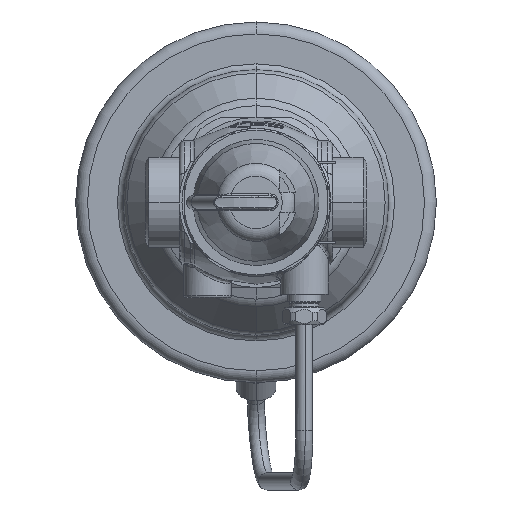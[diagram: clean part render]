
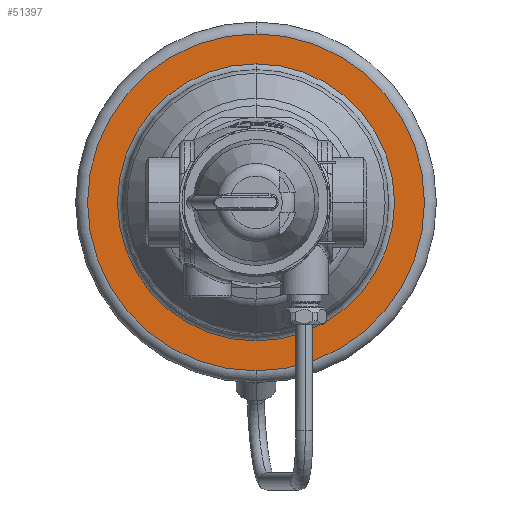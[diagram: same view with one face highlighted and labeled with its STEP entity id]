
A CAD part, front view. The second image highlights one B-rep face of the part: STEP entity #51397.
In plain terms, the highlighted planar face has unit normal (0, -1, 0).
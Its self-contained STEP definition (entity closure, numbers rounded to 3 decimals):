
#21188=CARTESIAN_POINT('',(0.,66.082,0.));
#21189=DIRECTION('',(0.,1.,0.));
#21190=DIRECTION('',(0.,0.,1.));
#21191=AXIS2_PLACEMENT_3D('',#21188,#21189,#21190);
#21193=CARTESIAN_POINT('',(0.,66.082,0.));
#21194=DIRECTION('',(0.,-1.,0.));
#21195=DIRECTION('',(0.,0.,1.));
#21196=AXIS2_PLACEMENT_3D('',#21193,#21194,#21195);
#21213=CARTESIAN_POINT('',(0.,66.082,0.));
#21214=DIRECTION('',(0.,-1.,0.));
#21215=DIRECTION('',(0.,0.,1.));
#21216=AXIS2_PLACEMENT_3D('',#21213,#21214,#21215);
#21223=CARTESIAN_POINT('',(0.,66.082,0.));
#21224=DIRECTION('',(0.,1.,0.));
#21225=DIRECTION('',(0.,0.,1.));
#21226=AXIS2_PLACEMENT_3D('',#21223,#21224,#21225);
#24536=CARTESIAN_POINT('',(0.,66.082,40.7));
#24538=VERTEX_POINT('',#24536);
#24540=CARTESIAN_POINT('',(0.,66.082,-40.7));
#24542=VERTEX_POINT('',#24540);
#24547=CARTESIAN_POINT('',(0.,66.082,49.5));
#24548=CARTESIAN_POINT('',(0.,66.082,-49.5));
#24549=VERTEX_POINT('',#24547);
#24550=VERTEX_POINT('',#24548);
#51382=CARTESIAN_POINT('',(0.,66.082,0.));
#51383=DIRECTION('',(0.,-1.,0.));
#51384=DIRECTION('',(0.,0.,-1.));
#51385=AXIS2_PLACEMENT_3D('',#51382,#51383,#51384);
#51386=PLANE('',#51385);
#51388=ORIENTED_EDGE('',*,*,#51387,.F.);
#51390=ORIENTED_EDGE('',*,*,#51389,.T.);
#51391=EDGE_LOOP('',(#51388,#51390));
#51392=FACE_OUTER_BOUND('',#51391,.F.);
#51393=ORIENTED_EDGE('',*,*,#51375,.F.);
#51394=ORIENTED_EDGE('',*,*,#51364,.T.);
#51395=EDGE_LOOP('',(#51393,#51394));
#51396=FACE_BOUND('',#51395,.F.);
#51397=ADVANCED_FACE('',(#51392,#51396),#51386,.T.);
#21192=CIRCLE('',#21191,40.7);
#21197=CIRCLE('',#21196,40.7);
#21217=CIRCLE('',#21216,49.5);
#21227=CIRCLE('',#21226,49.5);
#51364=EDGE_CURVE('',#24538,#24542,#21197,.T.);
#51375=EDGE_CURVE('',#24538,#24542,#21192,.T.);
#51387=EDGE_CURVE('',#24549,#24550,#21217,.T.);
#51389=EDGE_CURVE('',#24549,#24550,#21227,.T.);
